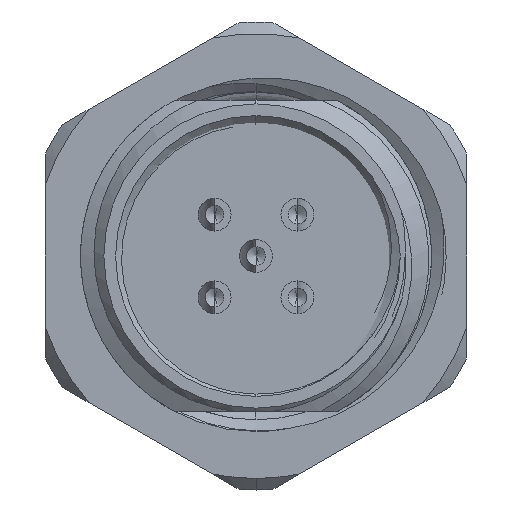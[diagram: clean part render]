
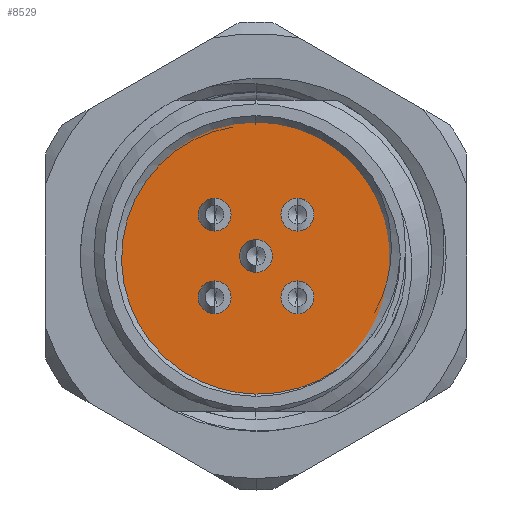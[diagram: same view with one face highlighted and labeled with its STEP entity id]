
A CAD part, left-side view. The second image highlights one B-rep face of the part: STEP entity #8529.
In plain terms, the highlighted planar face has unit normal (-1, 0, 0).
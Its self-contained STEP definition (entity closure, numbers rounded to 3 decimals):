
#25 = CARTESIAN_POINT ( 'NONE',  ( -13., 1.068, 1.768 ) ) ;
#65 = CARTESIAN_POINT ( 'NONE',  ( -13., -1.768, 1.768 ) ) ;
#254 = DIRECTION ( 'NONE',  ( -1., 0., 0. ) ) ;
#276 = VERTEX_POINT ( 'NONE', #25 ) ;
#278 = AXIS2_PLACEMENT_3D ( 'NONE', #971, #5747, #11804 ) ;
#291 = CIRCLE ( 'NONE', #1284, 0.7 ) ;
#301 = DIRECTION ( 'NONE',  ( -1., 0., 0. ) ) ;
#372 = ORIENTED_EDGE ( 'NONE', *, *, #8472, .F. ) ;
#528 = CIRCLE ( 'NONE', #11850, 6. ) ;
#784 = EDGE_CURVE ( 'NONE', #276, #8960, #9987, .T. ) ;
#853 = CARTESIAN_POINT ( 'NONE',  ( -13., 2.468, -1.768 ) ) ;
#909 = CIRCLE ( 'NONE', #2077, 0.7 ) ;
#971 = CARTESIAN_POINT ( 'NONE',  ( -13., 1.768, 1.768 ) ) ;
#1003 = FACE_BOUND ( 'NONE', #6151, .T. ) ;
#1088 = CIRCLE ( 'NONE', #2852, 0.7 ) ;
#1117 = VERTEX_POINT ( 'NONE', #853 ) ;
#1120 = DIRECTION ( 'NONE',  ( -1., 0., 0. ) ) ;
#1284 = AXIS2_PLACEMENT_3D ( 'NONE', #8327, #12117, #6455 ) ;
#1393 = EDGE_CURVE ( 'NONE', #3887, #7820, #291, .T. ) ;
#1404 = DIRECTION ( 'NONE',  ( 0., -1., 0. ) ) ;
#1414 = EDGE_CURVE ( 'NONE', #7820, #3887, #1088, .T. ) ;
#1452 = EDGE_CURVE ( 'NONE', #1117, #6384, #6830, .T. ) ;
#1603 = CARTESIAN_POINT ( 'NONE',  ( -13., -2.468, 1.768 ) ) ;
#1720 = AXIS2_PLACEMENT_3D ( 'NONE', #65, #2844, #9320 ) ;
#1730 = FACE_BOUND ( 'NONE', #12007, .T. ) ;
#1786 = FACE_BOUND ( 'NONE', #6739, .T. ) ;
#1858 = CARTESIAN_POINT ( 'NONE',  ( -13., 6., 0. ) ) ;
#1884 = ORIENTED_EDGE ( 'NONE', *, *, #8211, .F. ) ;
#2035 = CARTESIAN_POINT ( 'NONE',  ( -13., 0.7, 0. ) ) ;
#2068 = DIRECTION ( 'NONE',  ( 0., -1., 0. ) ) ;
#2077 = AXIS2_PLACEMENT_3D ( 'NONE', #9076, #7255, #11061 ) ;
#2199 = VERTEX_POINT ( 'NONE', #8617 ) ;
#2240 = DIRECTION ( 'NONE',  ( -1., 0., 0. ) ) ;
#2273 = EDGE_CURVE ( 'NONE', #2199, #5060, #7427, .T. ) ;
#2844 = DIRECTION ( 'NONE',  ( -1., 0., 0. ) ) ;
#2852 = AXIS2_PLACEMENT_3D ( 'NONE', #9846, #2240, #1404 ) ;
#3363 = EDGE_LOOP ( 'NONE', ( #1884, #8202 ) ) ;
#3662 = AXIS2_PLACEMENT_3D ( 'NONE', #4167, #254, #7827 ) ;
#3846 = FACE_BOUND ( 'NONE', #7728, .T. ) ;
#3887 = VERTEX_POINT ( 'NONE', #4792 ) ;
#3917 = CIRCLE ( 'NONE', #4719, 0.7 ) ;
#4018 = DIRECTION ( 'NONE',  ( 0., -1., 0. ) ) ;
#4167 = CARTESIAN_POINT ( 'NONE',  ( -13., 1.768, -1.768 ) ) ;
#4478 = VERTEX_POINT ( 'NONE', #9681 ) ;
#4645 = VERTEX_POINT ( 'NONE', #2035 ) ;
#4658 = PLANE ( 'NONE',  #6292 ) ;
#4675 = CARTESIAN_POINT ( 'NONE',  ( -13., -2.468, -1.768 ) ) ;
#4719 = AXIS2_PLACEMENT_3D ( 'NONE', #9547, #6802, #2068 ) ;
#4731 = EDGE_CURVE ( 'NONE', #6384, #1117, #9025, .T. ) ;
#4792 = CARTESIAN_POINT ( 'NONE',  ( -13., -1.068, -1.768 ) ) ;
#4835 = DIRECTION ( 'NONE',  ( 0., -1., 0. ) ) ;
#4970 = ORIENTED_EDGE ( 'NONE', *, *, #2273, .F. ) ;
#5060 = VERTEX_POINT ( 'NONE', #1603 ) ;
#5279 = CARTESIAN_POINT ( 'NONE',  ( -13., 0., 0. ) ) ;
#5466 = FACE_OUTER_BOUND ( 'NONE', #3363, .T. ) ;
#5484 = CARTESIAN_POINT ( 'NONE',  ( -13., 0., 0. ) ) ;
#5529 = DIRECTION ( 'NONE',  ( 1., 0., 0. ) ) ;
#5747 = DIRECTION ( 'NONE',  ( -1., 0., 0. ) ) ;
#5760 = EDGE_CURVE ( 'NONE', #4478, #7835, #7840, .T. ) ;
#5921 = ORIENTED_EDGE ( 'NONE', *, *, #1414, .F. ) ;
#6040 = AXIS2_PLACEMENT_3D ( 'NONE', #8432, #9354, #8684 ) ;
#6056 = CARTESIAN_POINT ( 'NONE',  ( -13., 1.768, -1.768 ) ) ;
#6086 = EDGE_LOOP ( 'NONE', ( #5921, #9751 ) ) ;
#6151 = EDGE_LOOP ( 'NONE', ( #7664, #7051 ) ) ;
#6285 = DIRECTION ( 'NONE',  ( 0., -1., 0. ) ) ;
#6292 = AXIS2_PLACEMENT_3D ( 'NONE', #10560, #301, #4018 ) ;
#6384 = VERTEX_POINT ( 'NONE', #10861 ) ;
#6410 = DIRECTION ( 'NONE',  ( -1., 0., 0. ) ) ;
#6455 = DIRECTION ( 'NONE',  ( 0., -1., 0. ) ) ;
#6477 = AXIS2_PLACEMENT_3D ( 'NONE', #5484, #6410, #6285 ) ;
#6680 = CIRCLE ( 'NONE', #1720, 0.7 ) ;
#6739 = EDGE_LOOP ( 'NONE', ( #9000, #9690 ) ) ;
#6802 = DIRECTION ( 'NONE',  ( -1., 0., 0. ) ) ;
#6830 = CIRCLE ( 'NONE', #7420, 0.7 ) ;
#6833 = EDGE_CURVE ( 'NONE', #8960, #276, #909, .T. ) ;
#7051 = ORIENTED_EDGE ( 'NONE', *, *, #1452, .F. ) ;
#7123 = ORIENTED_EDGE ( 'NONE', *, *, #6833, .F. ) ;
#7255 = DIRECTION ( 'NONE',  ( -1., 0., 0. ) ) ;
#7323 = CARTESIAN_POINT ( 'NONE',  ( -13., 0., 0. ) ) ;
#7420 = AXIS2_PLACEMENT_3D ( 'NONE', #6056, #1120, #4835 ) ;
#7427 = CIRCLE ( 'NONE', #6040, 0.7 ) ;
#7642 = FACE_BOUND ( 'NONE', #6086, .T. ) ;
#7656 = EDGE_CURVE ( 'NONE', #4645, #7667, #9844, .T. ) ;
#7664 = ORIENTED_EDGE ( 'NONE', *, *, #4731, .F. ) ;
#7667 = VERTEX_POINT ( 'NONE', #9093 ) ;
#7728 = EDGE_LOOP ( 'NONE', ( #12164, #7123 ) ) ;
#7820 = VERTEX_POINT ( 'NONE', #4675 ) ;
#7827 = DIRECTION ( 'NONE',  ( 0., -1., 0. ) ) ;
#7835 = VERTEX_POINT ( 'NONE', #1858 ) ;
#7840 = CIRCLE ( 'NONE', #9434, 6. ) ;
#7958 = CARTESIAN_POINT ( 'NONE',  ( -13., 2.468, 1.768 ) ) ;
#8017 = DIRECTION ( 'NONE',  ( 1., 0., 0. ) ) ;
#8202 = ORIENTED_EDGE ( 'NONE', *, *, #5760, .F. ) ;
#8211 = EDGE_CURVE ( 'NONE', #7835, #4478, #528, .T. ) ;
#8327 = CARTESIAN_POINT ( 'NONE',  ( -13., -1.768, -1.768 ) ) ;
#8432 = CARTESIAN_POINT ( 'NONE',  ( -13., -1.768, 1.768 ) ) ;
#8472 = EDGE_CURVE ( 'NONE', #5060, #2199, #6680, .T. ) ;
#8529 = ADVANCED_FACE ( 'NONE', ( #1003, #3846, #1786, #7642, #1730, #5466 ), #4658, .T. ) ;
#8617 = CARTESIAN_POINT ( 'NONE',  ( -13., -1.068, 1.768 ) ) ;
#8684 = DIRECTION ( 'NONE',  ( 0., -1., 0. ) ) ;
#8945 = EDGE_CURVE ( 'NONE', #7667, #4645, #3917, .T. ) ;
#8960 = VERTEX_POINT ( 'NONE', #7958 ) ;
#9000 = ORIENTED_EDGE ( 'NONE', *, *, #8945, .F. ) ;
#9025 = CIRCLE ( 'NONE', #3662, 0.7 ) ;
#9076 = CARTESIAN_POINT ( 'NONE',  ( -13., 1.768, 1.768 ) ) ;
#9093 = CARTESIAN_POINT ( 'NONE',  ( -13., -0.7, 0. ) ) ;
#9320 = DIRECTION ( 'NONE',  ( 0., -1., 0. ) ) ;
#9354 = DIRECTION ( 'NONE',  ( -1., 0., 0. ) ) ;
#9434 = AXIS2_PLACEMENT_3D ( 'NONE', #7323, #5529, #11259 ) ;
#9547 = CARTESIAN_POINT ( 'NONE',  ( -13., 0., 0. ) ) ;
#9681 = CARTESIAN_POINT ( 'NONE',  ( -13., -6., 0. ) ) ;
#9690 = ORIENTED_EDGE ( 'NONE', *, *, #7656, .F. ) ;
#9751 = ORIENTED_EDGE ( 'NONE', *, *, #1393, .F. ) ;
#9844 = CIRCLE ( 'NONE', #6477, 0.7 ) ;
#9846 = CARTESIAN_POINT ( 'NONE',  ( -13., -1.768, -1.768 ) ) ;
#9987 = CIRCLE ( 'NONE', #278, 0.7 ) ;
#10560 = CARTESIAN_POINT ( 'NONE',  ( -13., 0., 0. ) ) ;
#10861 = CARTESIAN_POINT ( 'NONE',  ( -13., 1.068, -1.768 ) ) ;
#10941 = DIRECTION ( 'NONE',  ( 0., 1., 0. ) ) ;
#11061 = DIRECTION ( 'NONE',  ( 0., -1., 0. ) ) ;
#11259 = DIRECTION ( 'NONE',  ( 0., 1., 0. ) ) ;
#11804 = DIRECTION ( 'NONE',  ( 0., -1., 0. ) ) ;
#11850 = AXIS2_PLACEMENT_3D ( 'NONE', #5279, #8017, #10941 ) ;
#12007 = EDGE_LOOP ( 'NONE', ( #372, #4970 ) ) ;
#12117 = DIRECTION ( 'NONE',  ( -1., 0., 0. ) ) ;
#12164 = ORIENTED_EDGE ( 'NONE', *, *, #784, .F. ) ;
